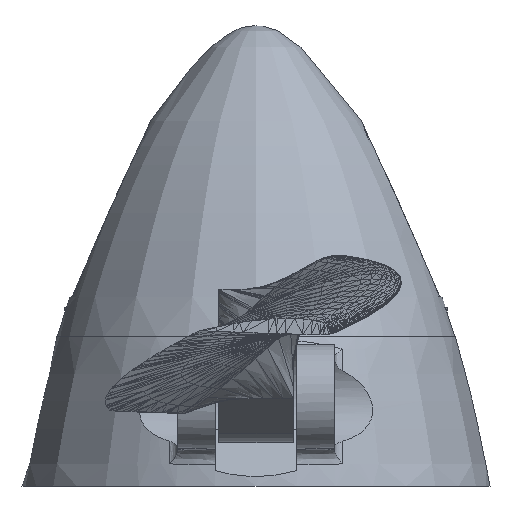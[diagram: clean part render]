
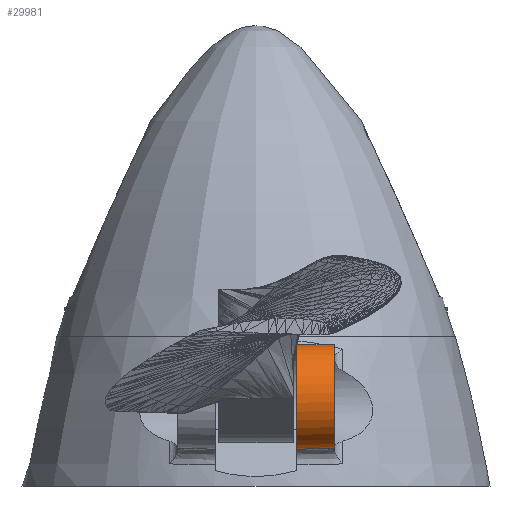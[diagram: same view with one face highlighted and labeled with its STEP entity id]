
A CAD part, left-side view. The second image highlights one B-rep face of the part: STEP entity #29981.
In plain terms, the highlighted cylindrical face has radius 4 mm (diameter 8 mm), a partial arc.
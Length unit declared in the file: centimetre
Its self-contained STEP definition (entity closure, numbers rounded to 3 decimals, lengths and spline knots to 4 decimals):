
#209=B_SPLINE_CURVE_WITH_KNOTS('',3,(#53949,#53950,#53951,#53952,#53953,
#53954,#53955,#53956,#53957,#53958,#53959,#53960,#53961,#53962,#53963,#53964,
#53965,#53966),.UNSPECIFIED.,.F.,.U.,(4,2,2,2,2,2,2,2,4),(4.638,
4.7003,4.9721,5.142,5.2482,5.3544,
5.5242,5.7961,5.8583),.UNSPECIFIED.);
#210=B_SPLINE_CURVE_WITH_KNOTS('',3,(#53968,#53969,#53970,#53971,#53972,
#53973,#53974,#53975,#53976,#53977,#53978,#53979,#53980,#53981,#53982,#53983,
#53984,#53985,#53986,#53987,#53988,#53989,#53990,#53991,#53992),
 .UNSPECIFIED.,.F.,.U.,(4,3,3,3,3,3,3,3,4),(4.6166,4.6695,
4.9462,5.1192,5.2273,5.3353,5.5083,
5.785,5.8379),.UNSPECIFIED.);
#2913=CIRCLE('',#32080,0.4);
#2928=CIRCLE('',#32108,0.4);
#4453=VERTEX_POINT('',#50516);
#4454=VERTEX_POINT('',#50518);
#4515=VERTEX_POINT('',#53548);
#4516=VERTEX_POINT('',#53550);
#15217=EDGE_CURVE('',#4454,#4453,#2913,.T.);
#15301=EDGE_CURVE('',#4516,#4515,#2928,.T.);
#15319=EDGE_CURVE('',#4516,#4453,#210,.T.);
#15320=EDGE_CURVE('',#4454,#4515,#209,.T.);
#23013=ORIENTED_EDGE('',*,*,#15301,.T.);
#23014=ORIENTED_EDGE('',*,*,#15320,.F.);
#23015=ORIENTED_EDGE('',*,*,#15217,.T.);
#23016=ORIENTED_EDGE('',*,*,#15319,.F.);
#25358=EDGE_LOOP('',(#23013,#23014,#23015,#23016));
#27687=FACE_BOUND('',#25358,.T.);
#29981=ADVANCED_FACE('',(#27687),#55840,.T.);
#32080=AXIS2_PLACEMENT_3D('',#50517,#37756,#37757);
#32108=AXIS2_PLACEMENT_3D('',#53549,#37810,#37811);
#32114=AXIS2_PLACEMENT_3D('',#53967,#37821,#37822);
#37756=DIRECTION('',(1.,0.,0.));
#37757=DIRECTION('',(0.,0.,-0.4));
#37810=DIRECTION('',(-1.,0.,0.));
#37811=DIRECTION('',(0.,0.,-0.4));
#37821=DIRECTION('',(-1.,0.,0.));
#37822=DIRECTION('',(0.,0.,-0.4));
#50516=CARTESIAN_POINT('',(-0.6,-1.5812,-1.0264));
#50517=CARTESIAN_POINT('',(-0.6,-1.8,-0.6915));
#50518=CARTESIAN_POINT('',(-0.6,-1.7649,-0.293));
#53548=CARTESIAN_POINT('',(-0.31,-1.824,-0.2922));
#53549=CARTESIAN_POINT('',(-0.31,-1.8,-0.6915));
#53550=CARTESIAN_POINT('',(-0.31,-1.6392,-1.0578));
#53949=CARTESIAN_POINT('',(-0.6,-1.7649,-0.293));
#53950=CARTESIAN_POINT('',(-0.5804,-1.7704,-0.2925));
#53951=CARTESIAN_POINT('',(-0.5607,-1.7756,-0.2922));
#53952=CARTESIAN_POINT('',(-0.4541,-1.8018,-0.2909));
#53953=CARTESIAN_POINT('',(-0.3655,-1.8177,-0.2917));
#53954=CARTESIAN_POINT('',(-0.2195,-1.835,-0.293));
#53955=CARTESIAN_POINT('',(-0.1629,-1.8396,-0.2935));
#53956=CARTESIAN_POINT('',(-0.0708,-1.8437,-0.2939));
#53957=CARTESIAN_POINT('',(-0.0354,-1.8445,-0.294));
#53958=CARTESIAN_POINT('',(0.0354,-1.8445,-0.294));
#53959=CARTESIAN_POINT('',(0.0708,-1.8437,-0.2939));
#53960=CARTESIAN_POINT('',(0.1629,-1.8396,-0.2935));
#53961=CARTESIAN_POINT('',(0.2195,-1.835,-0.293));
#53962=CARTESIAN_POINT('',(0.3655,-1.8177,-0.2917));
#53963=CARTESIAN_POINT('',(0.4541,-1.8018,-0.2909));
#53964=CARTESIAN_POINT('',(0.5607,-1.7756,-0.2922));
#53965=CARTESIAN_POINT('',(0.5804,-1.7704,-0.2925));
#53966=CARTESIAN_POINT('',(0.6,-1.7649,-0.293));
#53967=CARTESIAN_POINT('',(0.6,-1.8,-0.6915));
#53968=CARTESIAN_POINT('',(0.6,-1.5812,-1.0264));
#53969=CARTESIAN_POINT('',(0.5835,-1.5855,-1.0292));
#53970=CARTESIAN_POINT('',(0.567,-1.5897,-1.0318));
#53971=CARTESIAN_POINT('',(0.5503,-1.5937,-1.0342));
#53972=CARTESIAN_POINT('',(0.4632,-1.6147,-1.0468));
#53973=CARTESIAN_POINT('',(0.3729,-1.6315,-1.0545));
#53974=CARTESIAN_POINT('',(0.2812,-1.643,-1.0594));
#53975=CARTESIAN_POINT('',(0.2239,-1.6501,-1.0624));
#53976=CARTESIAN_POINT('',(0.1661,-1.6551,-1.0643));
#53977=CARTESIAN_POINT('',(0.1082,-1.6579,-1.0654));
#53978=CARTESIAN_POINT('',(0.0721,-1.6596,-1.0661));
#53979=CARTESIAN_POINT('',(0.0359,-1.6605,-1.0664));
#53980=CARTESIAN_POINT('',(-0.0001,-1.6605,-1.0664));
#53981=CARTESIAN_POINT('',(-0.0362,-1.6605,-1.0664));
#53982=CARTESIAN_POINT('',(-0.0723,-1.6596,-1.0661));
#53983=CARTESIAN_POINT('',(-0.1084,-1.6579,-1.0654));
#53984=CARTESIAN_POINT('',(-0.1662,-1.6551,-1.0643));
#53985=CARTESIAN_POINT('',(-0.2239,-1.6501,-1.0624));
#53986=CARTESIAN_POINT('',(-0.2812,-1.643,-1.0594));
#53987=CARTESIAN_POINT('',(-0.3729,-1.6315,-1.0545));
#53988=CARTESIAN_POINT('',(-0.4632,-1.6147,-1.0468));
#53989=CARTESIAN_POINT('',(-0.5504,-1.5937,-1.0342));
#53990=CARTESIAN_POINT('',(-0.567,-1.5897,-1.0318));
#53991=CARTESIAN_POINT('',(-0.5836,-1.5855,-1.0292));
#53992=CARTESIAN_POINT('',(-0.6,-1.5812,-1.0264));
#55840=CYLINDRICAL_SURFACE('',#32114,0.4);
